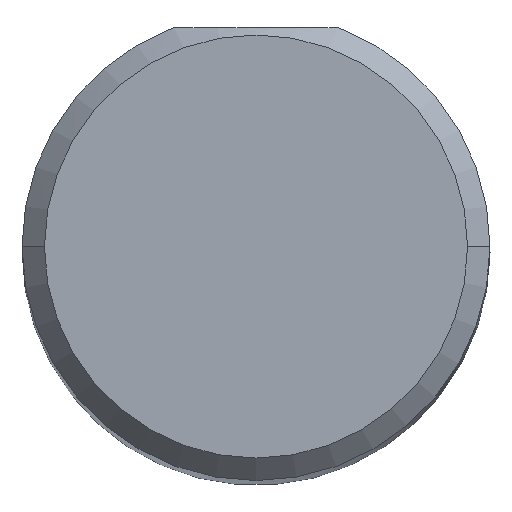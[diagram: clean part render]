
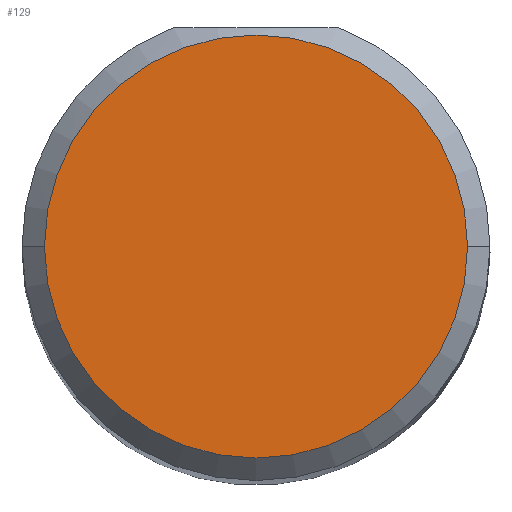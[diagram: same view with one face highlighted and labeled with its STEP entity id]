
A CAD part, top view. The second image highlights one B-rep face of the part: STEP entity #129.
In plain terms, the highlighted planar face has unit normal (0, 0, 1).
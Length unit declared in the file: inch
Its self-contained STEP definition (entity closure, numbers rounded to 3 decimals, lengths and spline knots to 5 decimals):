
#1 = ORIENTED_EDGE ( 'NONE', *, *, #560, .T. ) ;
#49 = DIRECTION ( 'NONE',  ( 1., 0., 0. ) ) ;
#62 = CARTESIAN_POINT ( 'NONE',  ( 0.14125, 0., 2.5 ) ) ;
#71 = AXIS2_PLACEMENT_3D ( 'NONE', #295, #346, #49 ) ;
#103 = CARTESIAN_POINT ( 'NONE',  ( 0., 0., 2.5 ) ) ;
#111 = DIRECTION ( 'NONE',  ( 0., 0., 1. ) ) ;
#112 = DIRECTION ( 'NONE',  ( 0., 0., 1. ) ) ;
#129 = ADVANCED_FACE ( 'NONE', ( #522 ), #136, .T. ) ;
#130 = ORIENTED_EDGE ( 'NONE', *, *, #238, .T. ) ;
#136 = PLANE ( 'NONE',  #432 ) ;
#238 = EDGE_CURVE ( 'NONE', #553, #389, #320, .T. ) ;
#295 = CARTESIAN_POINT ( 'NONE',  ( 0., 0., 2.5 ) ) ;
#297 = AXIS2_PLACEMENT_3D ( 'NONE', #332, #112, #416 ) ;
#310 = EDGE_LOOP ( 'NONE', ( #130, #1 ) ) ;
#320 = CIRCLE ( 'NONE', #71, 0.14125 ) ;
#322 = CIRCLE ( 'NONE', #297, 0.14125 ) ;
#327 = CARTESIAN_POINT ( 'NONE',  ( -0.14125, 0., 2.5 ) ) ;
#332 = CARTESIAN_POINT ( 'NONE',  ( 0., 0., 2.5 ) ) ;
#346 = DIRECTION ( 'NONE',  ( 0., 0., 1. ) ) ;
#372 = DIRECTION ( 'NONE',  ( 1., 0., 0. ) ) ;
#389 = VERTEX_POINT ( 'NONE', #62 ) ;
#416 = DIRECTION ( 'NONE',  ( 1., 0., 0. ) ) ;
#432 = AXIS2_PLACEMENT_3D ( 'NONE', #103, #111, #372 ) ;
#522 = FACE_OUTER_BOUND ( 'NONE', #310, .T. ) ;
#553 = VERTEX_POINT ( 'NONE', #327 ) ;
#560 = EDGE_CURVE ( 'NONE', #389, #553, #322, .T. ) ;
